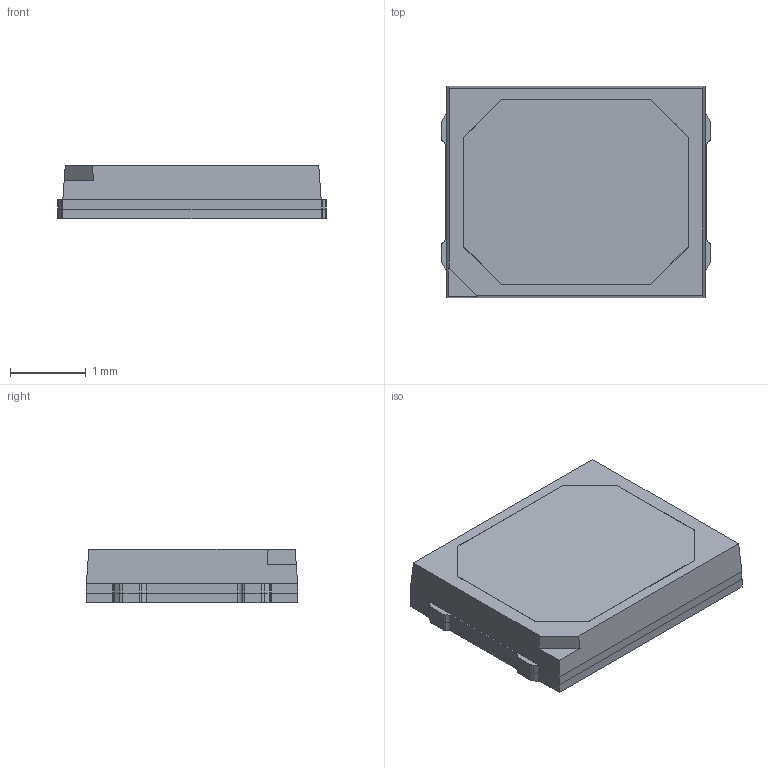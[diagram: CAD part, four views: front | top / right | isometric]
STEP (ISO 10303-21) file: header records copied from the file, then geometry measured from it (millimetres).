
FILE_DESCRIPTION(('FreeCAD Model'),'2;1');
FILE_NAME('Cree_J-2835-3D.step','2019-10-13T01:18:11',( 'Author'),(''),'Open CASCADE STEP processor 7.3','FreeCAD','Unknown' );
FILE_SCHEMA(('AUTOMOTIVE_DESIGN { 1 0 10303 214 1 1 1 1 }'));
Length unit declared in the file: millimetre
Products named in the file (7): 2835-UNIT; LF-B; LF; EMC-B; EMC; CAVITY; ?ｹ?+
Assembly tree (6 placements, depth 2):
  2835-UNIT
    LF-B
    LF
    EMC-B
    EMC
    CAVITY
    ?ｹ?+
Bounding box: 3.54 x 2.78 x 0.7 mm (x, y, z)
Surface area: 84.9 mm2
Topology: 12 solids, 12 shells, 410 faces, 3342 edges, 9508 vertices
Faces by surface type: cylinder 234, plane 176
Entity records: 58213 total; most frequent: CARTESIAN_POINT 15899, DIRECTION 7832, LINE 3766, VECTOR 3766, ORIENTED_EDGE 2316, PCURVE 2316, DEFINITIONAL_REPRESENTATION 2316, GEOMETRIC_CURVE_SET 2188
